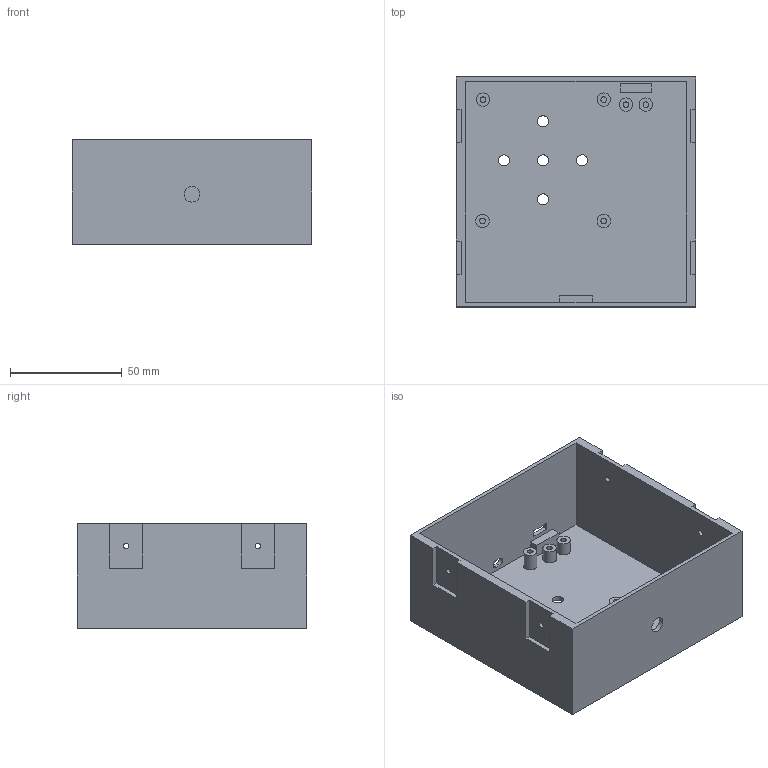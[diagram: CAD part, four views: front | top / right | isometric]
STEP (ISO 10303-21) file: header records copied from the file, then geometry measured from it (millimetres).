
FILE_DESCRIPTION(('FreeCAD Model'),'2;1');
FILE_NAME('Open CASCADE Shape Model','2024-08-17T12:27:20',(''),(''), 'Open CASCADE STEP processor 7.6','FreeCAD','Unknown');
FILE_SCHEMA(('AUTOMOTIVE_DESIGN { 1 0 10303 214 1 1 1 1 }'));
Length unit declared in the file: millimetre
Products named in the file (1): Body
Bounding box: 107.4 x 103 x 47 mm (x, y, z)
Volume: 77818.6 mm3; surface area: 61484.8 mm2
Topology: 1 solids, 1 shells, 78 faces, 186 edges, 124 vertices
Faces by surface type: plane 54, cylinder 24
Full cylindrical faces by diameter (mm): 2.5 x10, 5 x5, 6 x6, 7.05 x1
Entity records: 4820 total; most frequent: CARTESIAN_POINT 905, DIRECTION 740, LINE 462, VECTOR 462, ORIENTED_EDGE 372, PCURVE 372, DEFINITIONAL_REPRESENTATION 372, EDGE_CURVE 186
